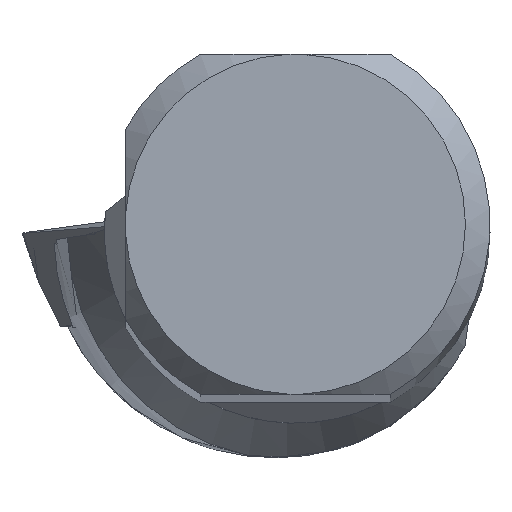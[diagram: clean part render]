
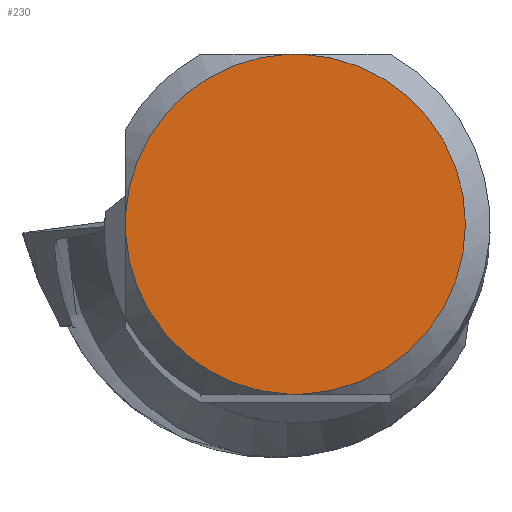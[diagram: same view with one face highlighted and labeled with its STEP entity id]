
A CAD part, top view. The second image highlights one B-rep face of the part: STEP entity #230.
In plain terms, the highlighted planar face has unit normal (0, 0, 1).
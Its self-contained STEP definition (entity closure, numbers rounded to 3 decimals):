
#180=FACE_OUTER_BOUND('',#471,.T.);
#230=ADVANCED_FACE('',(#180),#262,.T.);
#262=PLANE('',#1152);
#315=LINE('',#1792,#385);
#316=LINE('',#1793,#386);
#317=LINE('',#1797,#387);
#385=VECTOR('',#1347,1.);
#386=VECTOR('',#1348,1.);
#387=VECTOR('',#1351,1.);
#471=EDGE_LOOP('',(#631,#632,#633,#634,#635,#636));
#631=ORIENTED_EDGE('',*,*,#953,.F.);
#632=ORIENTED_EDGE('',*,*,#945,.T.);
#633=ORIENTED_EDGE('',*,*,#954,.F.);
#634=ORIENTED_EDGE('',*,*,#955,.T.);
#635=ORIENTED_EDGE('',*,*,#956,.F.);
#636=ORIENTED_EDGE('',*,*,#947,.T.);
#834=VERTEX_POINT('',#1758);
#836=VERTEX_POINT('',#1765);
#837=VERTEX_POINT('',#1772);
#838=VERTEX_POINT('',#1774);
#839=VERTEX_POINT('',#1794);
#840=VERTEX_POINT('',#1796);
#945=EDGE_CURVE('',#834,#836,#1019,.T.);
#947=EDGE_CURVE('',#838,#837,#1020,.T.);
#953=EDGE_CURVE('',#834,#837,#315,.T.);
#954=EDGE_CURVE('',#839,#836,#316,.T.);
#955=EDGE_CURVE('',#839,#840,#1021,.T.);
#956=EDGE_CURVE('',#838,#840,#317,.T.);
#1019=CIRCLE('',#1145,3.463);
#1020=CIRCLE('',#1147,3.463);
#1021=CIRCLE('',#1151,3.463);
#1145=AXIS2_PLACEMENT_3D('',#1766,#1333,#1334);
#1147=AXIS2_PLACEMENT_3D('',#1773,#1337,#1338);
#1151=AXIS2_PLACEMENT_3D('',#1795,#1349,#1350);
#1152=AXIS2_PLACEMENT_3D('',#1798,#1352,#1353);
#1333=DIRECTION('',(0.,0.,1.));
#1334=DIRECTION('',(1.,0.,0.));
#1337=DIRECTION('',(0.,0.,1.));
#1338=DIRECTION('',(1.,0.,0.));
#1347=DIRECTION('',(-1.,0.,0.));
#1348=DIRECTION('',(1.,0.,0.));
#1349=DIRECTION('',(0.,0.,1.));
#1350=DIRECTION('',(1.,0.,0.));
#1351=DIRECTION('',(0.,1.,0.));
#1352=DIRECTION('',(0.,0.,1.));
#1353=DIRECTION('',(1.,0.,0.));
#1758=CARTESIAN_POINT('',(0.132,-3.46,0.));
#1765=CARTESIAN_POINT('',(0.132,3.46,0.));
#1766=CARTESIAN_POINT('',(0.,0.,0.));
#1772=CARTESIAN_POINT('',(-0.132,-3.46,0.));
#1773=CARTESIAN_POINT('',(0.,0.,0.));
#1774=CARTESIAN_POINT('',(-3.458,-0.186,0.));
#1792=CARTESIAN_POINT('',(4.468,-3.46,0.));
#1793=CARTESIAN_POINT('',(-3.458,3.46,0.));
#1794=CARTESIAN_POINT('',(-0.132,3.46,0.));
#1795=CARTESIAN_POINT('',(0.,0.,0.));
#1796=CARTESIAN_POINT('',(-3.458,0.186,0.));
#1797=CARTESIAN_POINT('',(-3.458,-3.46,0.));
#1798=CARTESIAN_POINT('',(0.,0.,
0.));
